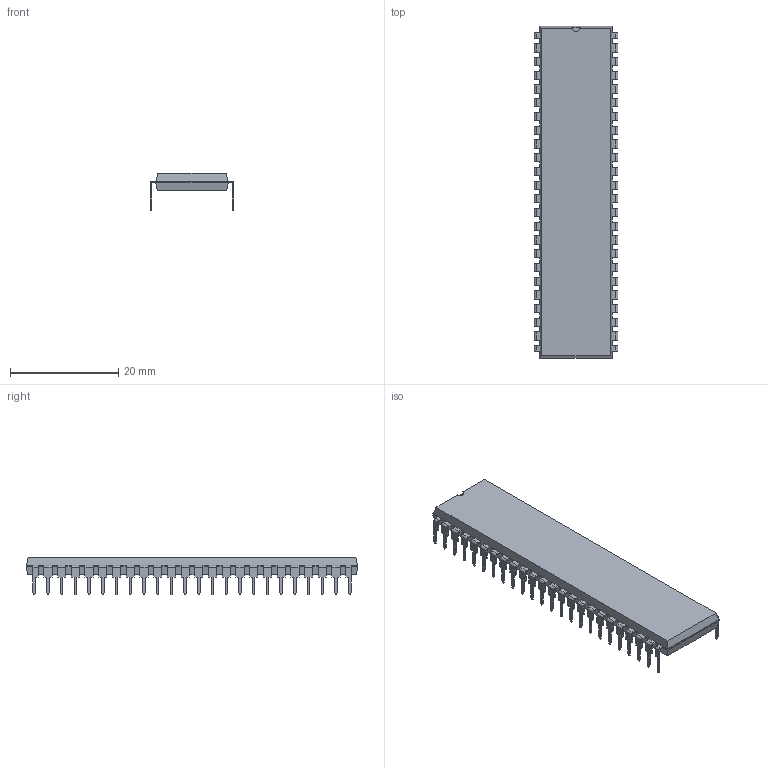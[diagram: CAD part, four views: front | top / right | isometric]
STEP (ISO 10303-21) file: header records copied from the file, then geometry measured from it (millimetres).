
FILE_DESCRIPTION(/* description */ ('model of DIP-48_W15.24mm'),/* implementation_level */ '2;1');
FILE_NAME(/* name */ 'DIP-48_W15.24mm.step',/* time_stamp */ '2017-03-07T01:32:46',/* author */ ('kicad StepUp','ksu'),/* organization */ ('FreeCAD'),/* preprocessor_version */ 'OCC',/* originating_system */ 'kicad StepUp',/* authorisation */ '');
FILE_SCHEMA(('AUTOMOTIVE_DESIGN_CC2 { 1 2 10303 214 -1 1 5 4 }'));
Length unit declared in the file: millimetre
Products named in the file (1): DIP-48_W15.24mm
Bounding box: 15.49 x 61.47 x 6.98 mm (x, y, z)
Volume: 2708.3 mm3; surface area: 2744.7 mm2
Topology: 1 solids, 1 shells, 828 faces, 2276 edges, 1450 vertices
Faces by surface type: plane 671, cylinder 97, bspline 60
Entity records: 31747 total; most frequent: CARTESIAN_POINT 5051, ORIENTED_EDGE 4552, DIRECTION 3991, EDGE_CURVE 2276, LINE 2061, VECTOR 2061, VERTEX_POINT 1450, AXIS2_PLACEMENT_3D 965
